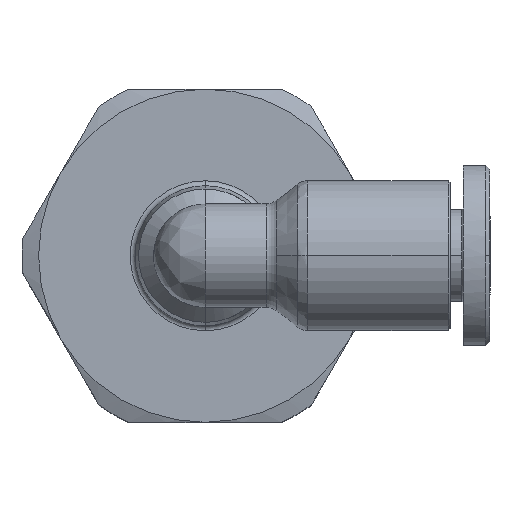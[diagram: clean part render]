
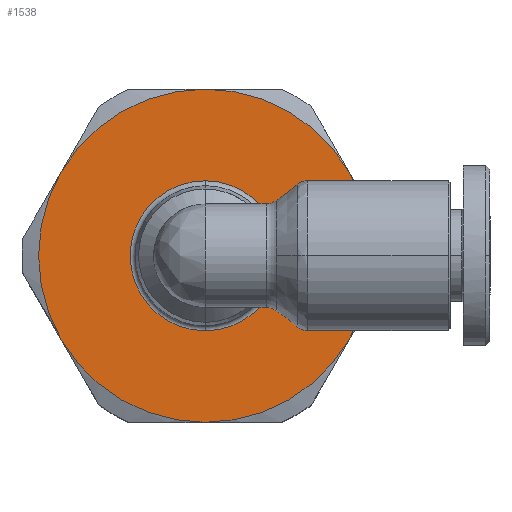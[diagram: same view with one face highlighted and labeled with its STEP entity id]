
A CAD part, top view. The second image highlights one B-rep face of the part: STEP entity #1538.
In plain terms, the highlighted planar face has unit normal (0, 0, 1).
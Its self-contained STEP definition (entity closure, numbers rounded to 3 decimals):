
#113 = AXIS2_PLACEMENT_3D ( 'NONE', #10909, #8455, #8615 ) ;
#690 = CARTESIAN_POINT ( 'NONE',  ( -5.3, 0., -4.8 ) ) ;
#1355 = VERTEX_POINT ( 'NONE', #1755 ) ;
#1421 = CARTESIAN_POINT ( 'NONE',  ( -13.96, -5., -4.8 ) ) ;
#1538 = ADVANCED_FACE ( 'NONE', ( #4711, #7612 ), #3182, .F. ) ;
#1730 = CARTESIAN_POINT ( 'NONE',  ( -13.96, 5., -4.8 ) ) ;
#1755 = CARTESIAN_POINT ( 'NONE',  ( -5.3, 10., -4.8 ) ) ;
#1850 = EDGE_LOOP ( 'NONE', ( #14662, #12822, #4614, #7528, #7943, #12847 ) ) ;
#1927 = EDGE_CURVE ( 'NONE', #10862, #6363, #13400, .T. ) ;
#1935 = VERTEX_POINT ( 'NONE', #4268 ) ;
#1993 = AXIS2_PLACEMENT_3D ( 'NONE', #4547, #14331, #3300 ) ;
#2208 = DIRECTION ( 'NONE',  ( 0., 0., -1. ) ) ;
#2306 = CARTESIAN_POINT ( 'NONE',  ( -5.3, 0., -4.8 ) ) ;
#2399 = CARTESIAN_POINT ( 'NONE',  ( -5.3, 0., -4.8 ) ) ;
#2411 = DIRECTION ( 'NONE',  ( 0., 0., 1. ) ) ;
#2418 = CARTESIAN_POINT ( 'NONE',  ( -5.3, -4.501, -4.8 ) ) ;
#2715 = AXIS2_PLACEMENT_3D ( 'NONE', #4110, #7689, #11593 ) ;
#3095 = CIRCLE ( 'NONE', #6024, 10. ) ;
#3182 = PLANE ( 'NONE',  #1993 ) ;
#3261 = EDGE_CURVE ( 'NONE', #11835, #13788, #8848, .T. ) ;
#3300 = DIRECTION ( 'NONE',  ( -1., 0., 0. ) ) ;
#4110 = CARTESIAN_POINT ( 'NONE',  ( -5.3, 0., -4.8 ) ) ;
#4268 = CARTESIAN_POINT ( 'NONE',  ( 3.36, 5., -4.8 ) ) ;
#4547 = CARTESIAN_POINT ( 'NONE',  ( -5.3, 0., -4.8 ) ) ;
#4614 = ORIENTED_EDGE ( 'NONE', *, *, #5205, .F. ) ;
#4711 = FACE_BOUND ( 'NONE', #5044, .T. ) ;
#4740 = CIRCLE ( 'NONE', #10533, 4.501 ) ;
#4827 = AXIS2_PLACEMENT_3D ( 'NONE', #690, #14310, #15618 ) ;
#5044 = EDGE_LOOP ( 'NONE', ( #7139, #9661 ) ) ;
#5205 = EDGE_CURVE ( 'NONE', #5834, #10862, #13067, .T. ) ;
#5459 = CARTESIAN_POINT ( 'NONE',  ( 3.36, -5., -4.8 ) ) ;
#5592 = DIRECTION ( 'NONE',  ( 0., 1., 0. ) ) ;
#5776 = CIRCLE ( 'NONE', #2715, 10. ) ;
#5834 = VERTEX_POINT ( 'NONE', #5459 ) ;
#5995 = EDGE_CURVE ( 'NONE', #1935, #5834, #3095, .T. ) ;
#6024 = AXIS2_PLACEMENT_3D ( 'NONE', #8463, #2208, #9646 ) ;
#6197 = CARTESIAN_POINT ( 'NONE',  ( -5.3, 0., -4.8 ) ) ;
#6214 = AXIS2_PLACEMENT_3D ( 'NONE', #15547, #8089, #5592 ) ;
#6363 = VERTEX_POINT ( 'NONE', #1421 ) ;
#6799 = EDGE_CURVE ( 'NONE', #13515, #1355, #5776, .T. ) ;
#7139 = ORIENTED_EDGE ( 'NONE', *, *, #7364, .F. ) ;
#7364 = EDGE_CURVE ( 'NONE', #13788, #11835, #4740, .T. ) ;
#7528 = ORIENTED_EDGE ( 'NONE', *, *, #5995, .F. ) ;
#7612 = FACE_OUTER_BOUND ( 'NONE', #1850, .T. ) ;
#7676 = AXIS2_PLACEMENT_3D ( 'NONE', #2306, #2411, #8611 ) ;
#7689 = DIRECTION ( 'NONE',  ( 0., 0., -1. ) ) ;
#7943 = ORIENTED_EDGE ( 'NONE', *, *, #15416, .F. ) ;
#8089 = DIRECTION ( 'NONE',  ( 0., 0., -1. ) ) ;
#8455 = DIRECTION ( 'NONE',  ( 0., 0., -1. ) ) ;
#8463 = CARTESIAN_POINT ( 'NONE',  ( -5.3, 0., -4.8 ) ) ;
#8611 = DIRECTION ( 'NONE',  ( 0., 1., 0. ) ) ;
#8615 = DIRECTION ( 'NONE',  ( 0., 1., 0. ) ) ;
#8848 = CIRCLE ( 'NONE', #7676, 4.501 ) ;
#9646 = DIRECTION ( 'NONE',  ( 0., 1., 0. ) ) ;
#9661 = ORIENTED_EDGE ( 'NONE', *, *, #3261, .F. ) ;
#9745 = AXIS2_PLACEMENT_3D ( 'NONE', #2399, #13557, #14907 ) ;
#10221 = CIRCLE ( 'NONE', #6214, 10. ) ;
#10533 = AXIS2_PLACEMENT_3D ( 'NONE', #6197, #14887, #12464 ) ;
#10862 = VERTEX_POINT ( 'NONE', #10991 ) ;
#10909 = CARTESIAN_POINT ( 'NONE',  ( -5.3, 0., -4.8 ) ) ;
#10991 = CARTESIAN_POINT ( 'NONE',  ( -5.3, -10., -4.8 ) ) ;
#11593 = DIRECTION ( 'NONE',  ( 0., 1., 0. ) ) ;
#11835 = VERTEX_POINT ( 'NONE', #2418 ) ;
#12464 = DIRECTION ( 'NONE',  ( 0., 1., 0. ) ) ;
#12822 = ORIENTED_EDGE ( 'NONE', *, *, #1927, .F. ) ;
#12847 = ORIENTED_EDGE ( 'NONE', *, *, #6799, .F. ) ;
#13067 = CIRCLE ( 'NONE', #9745, 10. ) ;
#13400 = CIRCLE ( 'NONE', #4827, 10. ) ;
#13515 = VERTEX_POINT ( 'NONE', #1730 ) ;
#13557 = DIRECTION ( 'NONE',  ( 0., 0., -1. ) ) ;
#13788 = VERTEX_POINT ( 'NONE', #13814 ) ;
#13814 = CARTESIAN_POINT ( 'NONE',  ( -5.3, 4.501, -4.8 ) ) ;
#14290 = EDGE_CURVE ( 'NONE', #6363, #13515, #15360, .T. ) ;
#14310 = DIRECTION ( 'NONE',  ( 0., 0., -1. ) ) ;
#14331 = DIRECTION ( 'NONE',  ( 0., 0., -1. ) ) ;
#14662 = ORIENTED_EDGE ( 'NONE', *, *, #14290, .F. ) ;
#14887 = DIRECTION ( 'NONE',  ( 0., 0., 1. ) ) ;
#14907 = DIRECTION ( 'NONE',  ( 0., 1., 0. ) ) ;
#15360 = CIRCLE ( 'NONE', #113, 10. ) ;
#15416 = EDGE_CURVE ( 'NONE', #1355, #1935, #10221, .T. ) ;
#15547 = CARTESIAN_POINT ( 'NONE',  ( -5.3, 0., -4.8 ) ) ;
#15618 = DIRECTION ( 'NONE',  ( 0., 1., 0. ) ) ;
